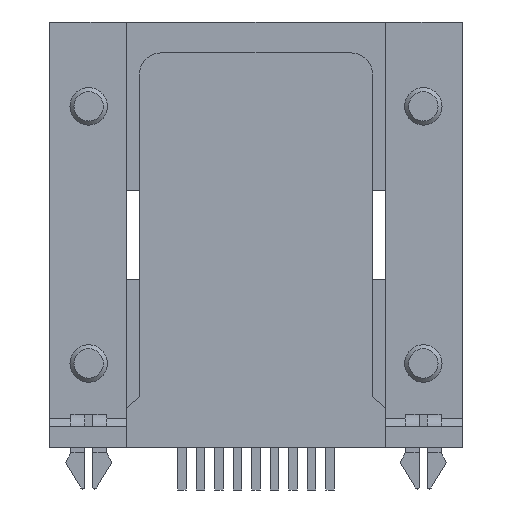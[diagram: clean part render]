
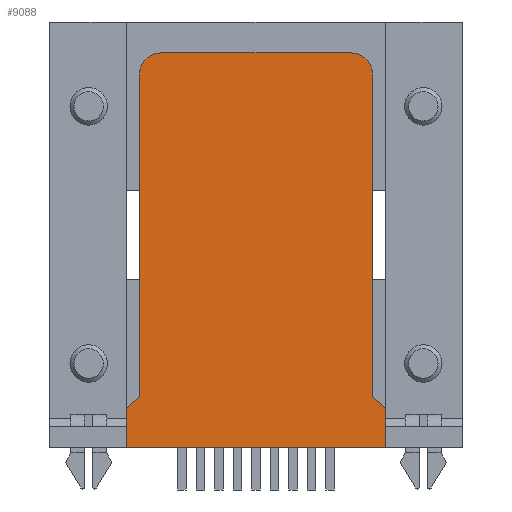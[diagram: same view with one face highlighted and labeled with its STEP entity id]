
A CAD part, front view. The second image highlights one B-rep face of the part: STEP entity #9088.
In plain terms, the highlighted planar face has unit normal (0, -1, 0).
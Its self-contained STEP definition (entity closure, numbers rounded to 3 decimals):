
#180=PLANE($,#9919);
#708=LINE($,#14056,#1634);
#712=LINE($,#14068,#1638);
#715=LINE($,#14074,#1641);
#718=LINE($,#14080,#1644);
#721=LINE($,#14086,#1647);
#724=LINE($,#14092,#1650);
#727=LINE($,#14098,#1653);
#730=LINE($,#14103,#1656);
#1634=VECTOR($,#11345,14.224);
#1638=VECTOR($,#11357,24.067);
#1641=VECTOR($,#11362,1.331);
#1644=VECTOR($,#11367,2.921);
#1647=VECTOR($,#11372,19.38);
#1650=VECTOR($,#11377,2.921);
#1653=VECTOR($,#11382,1.331);
#1656=VECTOR($,#11387,24.067);
#2638=FACE_OUTER_BOUND($,#3277,.T.);
#3277=EDGE_LOOP($,(#7016,#7017,#7018,#7019,#7020,#7021,#7022,#7023,#7024,
#7025));
#3904=CIRCLE($,#9905,1.587);
#3906=CIRCLE($,#9909,1.588);
#4354=VERTEX_POINT($,#14046);
#4355=VERTEX_POINT($,#14047);
#4358=VERTEX_POINT($,#14055);
#4360=VERTEX_POINT($,#14061);
#4362=VERTEX_POINT($,#14067);
#4364=VERTEX_POINT($,#14073);
#4366=VERTEX_POINT($,#14079);
#4368=VERTEX_POINT($,#14085);
#4370=VERTEX_POINT($,#14091);
#4372=VERTEX_POINT($,#14097);
#5334=EDGE_CURVE($,#4354,#4355,#3904,.T.);
#5338=EDGE_CURVE($,#4358,#4354,#708,.T.);
#5341=EDGE_CURVE($,#4360,#4358,#3906,.T.);
#5344=EDGE_CURVE($,#4362,#4360,#712,.T.);
#5347=EDGE_CURVE($,#4364,#4362,#715,.T.);
#5350=EDGE_CURVE($,#4366,#4364,#718,.T.);
#5353=EDGE_CURVE($,#4368,#4366,#721,.T.);
#5356=EDGE_CURVE($,#4370,#4368,#724,.T.);
#5359=EDGE_CURVE($,#4372,#4370,#727,.T.);
#5362=EDGE_CURVE($,#4355,#4372,#730,.T.);
#7016=ORIENTED_EDGE($,*,*,#5362,.F.);
#7017=ORIENTED_EDGE($,*,*,#5334,.F.);
#7018=ORIENTED_EDGE($,*,*,#5338,.F.);
#7019=ORIENTED_EDGE($,*,*,#5341,.F.);
#7020=ORIENTED_EDGE($,*,*,#5344,.F.);
#7021=ORIENTED_EDGE($,*,*,#5347,.F.);
#7022=ORIENTED_EDGE($,*,*,#5350,.F.);
#7023=ORIENTED_EDGE($,*,*,#5353,.F.);
#7024=ORIENTED_EDGE($,*,*,#5356,.F.);
#7025=ORIENTED_EDGE($,*,*,#5359,.F.);
#9088=ADVANCED_FACE($,(#2638),#180,.T.);
#9905=AXIS2_PLACEMENT_3D($,#14048,#11337,#11338);
#9909=AXIS2_PLACEMENT_3D($,#14062,#11350,#11351);
#9919=AXIS2_PLACEMENT_3D($,#14106,#11391,#11392);
#11337=DIRECTION('center_axis',(0.,1.,0.));
#11338=DIRECTION('ref_axis',(0.,0.,
1.));
#11345=DIRECTION($,(1.,0.,0.));
#11350=DIRECTION('center_axis',(0.,1.,0.));
#11351=DIRECTION('ref_axis',(-1.,0.,0.));
#11357=DIRECTION($,(0.,0.,1.));
#11362=DIRECTION($,(0.744,0.,0.668));
#11367=DIRECTION($,(0.,0.,1.));
#11372=DIRECTION($,(-1.,0.,0.));
#11377=DIRECTION($,(0.,0.,-1.));
#11382=DIRECTION($,(0.744,0.,-0.668));
#11387=DIRECTION($,(0.,0.,-1.));
#11391=DIRECTION('center_axis',(0.,-1.,0.));
#11392=DIRECTION('ref_axis',(0.,0.,1.));
#14046=CARTESIAN_POINT('',(7.112,-6.43,29.464));
#14047=CARTESIAN_POINT('',(8.7,-6.43,27.877));
#14048=CARTESIAN_POINT('Origin',(7.112,-6.43,27.877));
#14055=CARTESIAN_POINT('',(-7.112,-6.43,29.464));
#14056=CARTESIAN_POINT($,(-7.112,-6.43,29.464));
#14061=CARTESIAN_POINT('',(-8.699,-6.43,27.877));
#14062=CARTESIAN_POINT('Origin',(-7.112,-6.43,27.877));
#14067=CARTESIAN_POINT('',(-8.699,-6.43,3.81));
#14068=CARTESIAN_POINT($,(-8.699,-6.43,3.81));
#14073=CARTESIAN_POINT('',(-9.69,-6.43,2.921));
#14074=CARTESIAN_POINT($,(-9.69,-6.43,2.921));
#14079=CARTESIAN_POINT('',(-9.69,-6.43,0.));
#14080=CARTESIAN_POINT($,(-9.69,-6.43,0.));
#14085=CARTESIAN_POINT('',(9.69,-6.43,0.));
#14086=CARTESIAN_POINT($,(9.69,-6.43,0.));
#14091=CARTESIAN_POINT('',(9.69,-6.43,2.921));
#14092=CARTESIAN_POINT($,(9.69,-6.43,2.921));
#14097=CARTESIAN_POINT('',(8.7,-6.43,3.81));
#14098=CARTESIAN_POINT($,(8.7,-6.43,3.81));
#14103=CARTESIAN_POINT($,(8.7,-6.43,27.877));
#14106=CARTESIAN_POINT('Origin',(0.,-6.43,13.909));
